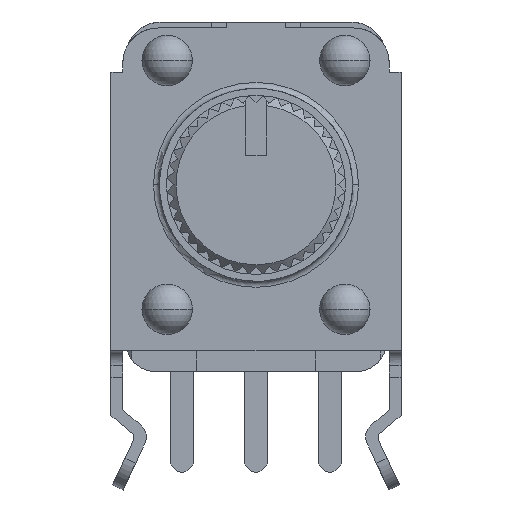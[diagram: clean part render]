
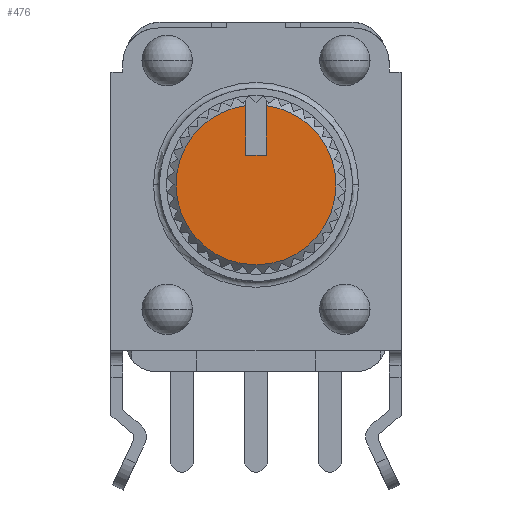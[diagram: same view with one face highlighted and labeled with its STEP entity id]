
A CAD part, front view. The second image highlights one B-rep face of the part: STEP entity #476.
In plain terms, the highlighted face is planar.
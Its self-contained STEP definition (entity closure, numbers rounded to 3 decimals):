
#160 = CARTESIAN_POINT ( 'NONE',  ( 0., 0., -13.5 ) ) ;
#165 = PLANE ( 'NONE',  #1870 ) ;
#175 = DIRECTION ( 'NONE',  ( 0., 0., 1. ) ) ;
#195 = DIRECTION ( 'NONE',  ( -1., 0., 0. ) ) ;
#476 = ADVANCED_FACE ( 'NONE', ( #2865 ), #165, .F. ) ;
#1258 = EDGE_LOOP ( 'NONE', ( #14802, #14803, #14804, #14805, #14806, #14807 ) ) ;
#1537 = EDGE_CURVE ( 'NONE', #14603, #2024, #9712, .T. ) ;
#1571 = EDGE_CURVE ( 'NONE', #14555, #14603, #9739, .T. ) ;
#1870 = AXIS2_PLACEMENT_3D ( 'NONE', #160, #175, #195 ) ;
#2024 = VERTEX_POINT ( 'NONE', #8958 ) ;
#2080 = VERTEX_POINT ( 'NONE', #8992 ) ;
#2165 = VERTEX_POINT ( 'NONE', #9047 ) ;
#2368 = VERTEX_POINT ( 'NONE', #9106 ) ;
#2512 = EDGE_CURVE ( 'NONE', #2080, #2165, #9854, .T. ) ;
#2550 = EDGE_CURVE ( 'NONE', #2165, #2024, #9911, .T. ) ;
#2562 = EDGE_CURVE ( 'NONE', #2368, #2080, #9936, .T. ) ;
#2865 = FACE_OUTER_BOUND ( 'NONE', #1258, .T. ) ;
#7634 = AXIS2_PLACEMENT_3D ( 'NONE', #8631, #8632, #8633 ) ;
#7649 = AXIS2_PLACEMENT_3D ( 'NONE', #8737, #8742, #8743 ) ;
#7708 = AXIS2_PLACEMENT_3D ( 'NONE', #11022, #11029, #11030 ) ;
#8631 = CARTESIAN_POINT ( 'NONE',  ( 0., 0., -13.5 ) ) ;
#8632 = DIRECTION ( 'NONE',  ( 0., 0., -1. ) ) ;
#8633 = DIRECTION ( 'NONE',  ( -1., 0., 0. ) ) ;
#8737 = CARTESIAN_POINT ( 'NONE',  ( 0., 0., -13.5 ) ) ;
#8742 = DIRECTION ( 'NONE',  ( 0., 0., -1. ) ) ;
#8743 = DIRECTION ( 'NONE',  ( -1., 0., 0. ) ) ;
#8958 = CARTESIAN_POINT ( 'NONE',  ( -0.35, 2.677, -13.5 ) ) ;
#8992 = CARTESIAN_POINT ( 'NONE',  ( 0.35, 1., -13.5 ) ) ;
#9047 = CARTESIAN_POINT ( 'NONE',  ( -0.35, 1., -13.5 ) ) ;
#9106 = CARTESIAN_POINT ( 'NONE',  ( 0.35, 2.677, -13.5 ) ) ;
#9202 = CARTESIAN_POINT ( 'NONE',  ( -0.35, 1., -13.5 ) ) ;
#9203 = DIRECTION ( 'NONE',  ( -1., 0., 0. ) ) ;
#9291 = CARTESIAN_POINT ( 'NONE',  ( -0.35, 3.556, -13.5 ) ) ;
#9292 = DIRECTION ( 'NONE',  ( 0., 1., 0. ) ) ;
#9320 = CARTESIAN_POINT ( 'NONE',  ( 0.35, 3.556, -13.5 ) ) ;
#9321 = DIRECTION ( 'NONE',  ( 0., -1., 0. ) ) ;
#9712 = CIRCLE ( 'NONE', #7634, 2.7 ) ;
#9739 = CIRCLE ( 'NONE', #7649, 2.7 ) ;
#9854 = LINE ( 'NONE', #9202, #9855 ) ;
#9855 = VECTOR ( 'NONE', #9203, 1000. ) ;
#9911 = LINE ( 'NONE', #9291, #9913 ) ;
#9913 = VECTOR ( 'NONE', #9292, 1000. ) ;
#9936 = LINE ( 'NONE', #9320, #9937 ) ;
#9937 = VECTOR ( 'NONE', #9321, 1000. ) ;
#10281 = CIRCLE ( 'NONE', #7708, 2.7 ) ;
#11022 = CARTESIAN_POINT ( 'NONE',  ( 0., 0., -13.5 ) ) ;
#11029 = DIRECTION ( 'NONE',  ( 0., 0., -1. ) ) ;
#11030 = DIRECTION ( 'NONE',  ( -1., 0., 0. ) ) ;
#12669 = CARTESIAN_POINT ( 'NONE',  ( 2.7, 0., -13.5 ) ) ;
#12717 = CARTESIAN_POINT ( 'NONE',  ( -2.7, 0., -13.5 ) ) ;
#13221 = EDGE_CURVE ( 'NONE', #2368, #14555, #10281, .T. ) ;
#14555 = VERTEX_POINT ( 'NONE', #12669 ) ;
#14603 = VERTEX_POINT ( 'NONE', #12717 ) ;
#14802 = ORIENTED_EDGE ( 'NONE', *, *, #13221, .T. ) ;
#14803 = ORIENTED_EDGE ( 'NONE', *, *, #1571, .T. ) ;
#14804 = ORIENTED_EDGE ( 'NONE', *, *, #1537, .T. ) ;
#14805 = ORIENTED_EDGE ( 'NONE', *, *, #2550, .F. ) ;
#14806 = ORIENTED_EDGE ( 'NONE', *, *, #2512, .F. ) ;
#14807 = ORIENTED_EDGE ( 'NONE', *, *, #2562, .F. ) ;
